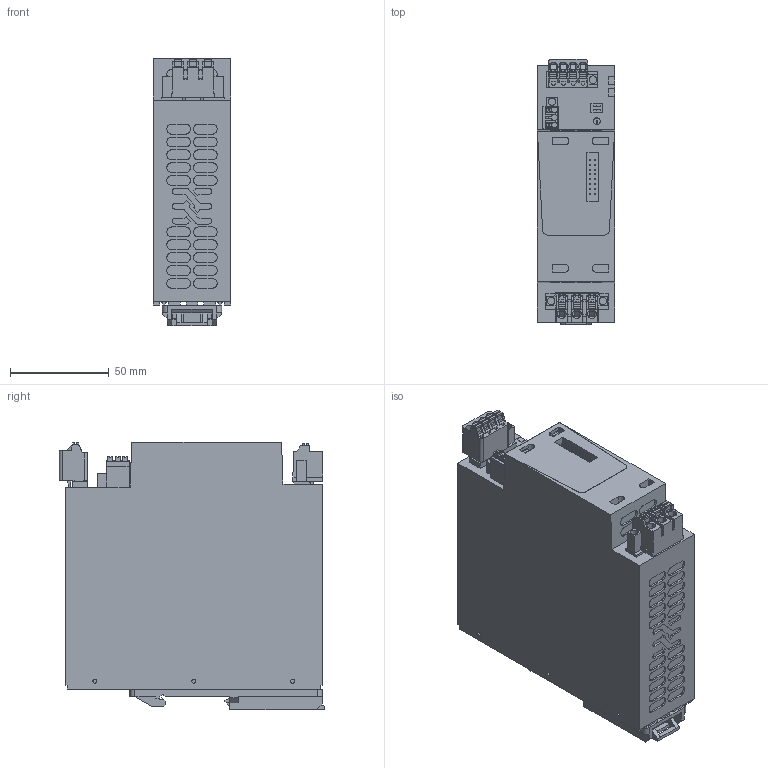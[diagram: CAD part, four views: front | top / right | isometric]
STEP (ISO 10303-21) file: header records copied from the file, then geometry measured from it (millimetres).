
FILE_DESCRIPTION(('CATIA V5 STEP Exchange','CAx-IF Rec.Pracs.--- Model Styling and Organization---1.4--- 2014-01-23'),'2;1');
FILE_NAME ('D1570766_1', '2023-04-17T11:17:55+00:00', ('none'), ('Weidmueller'), 'CATIA Version 5-6 Release 2016 SP3 HF44', 'CATIA V5 STEP AP214', 'none');
FILE_SCHEMA(('AUTOMOTIVE_DESIGN { 1 0 10303 214 1 1 1 1 }'));
Products named in the file (1): S3D_PRO_TOP2_120W_24V_5A_UW
Bounding box: 39 x 134.2 x 135.4 mm (x, y, z)
Volume: 606537.6 mm3; surface area: 84457.9 mm2
Topology: 49 solids, 49 shells, 1843 faces, 5210 edges, 3604 vertices
Faces by surface type: plane 1414, cylinder 322, extrusion 87, torus 14, cone 6
Entity records: 62195 total; most frequent: CARTESIAN_POINT 14648, ORIENTED_EDGE 10420, DIRECTION 7517, EDGE_CURVE 5210, VECTOR 3889, LINE 3802, VERTEX_POINT 3604, AXIS2_PLACEMENT_3D 2144
